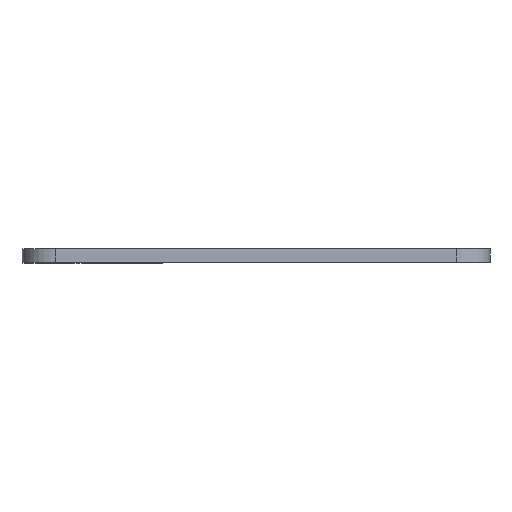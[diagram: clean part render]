
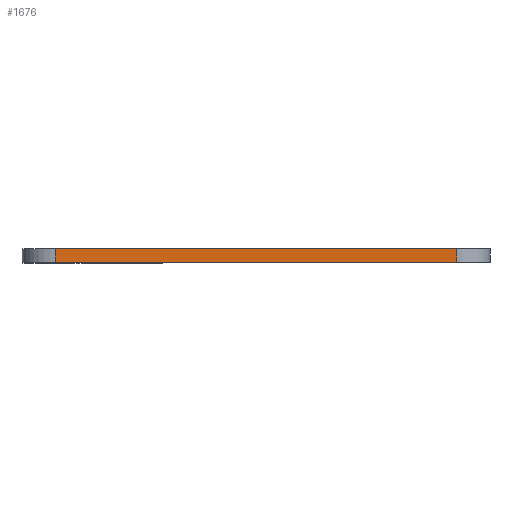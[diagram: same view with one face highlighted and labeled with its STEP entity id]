
A CAD part, top view. The second image highlights one B-rep face of the part: STEP entity #1676.
In plain terms, the highlighted planar face has unit normal (0, 0, 1).
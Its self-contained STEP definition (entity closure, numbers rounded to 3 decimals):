
#45 = LINE ( 'NONE', #1626, #1564 ) ;
#48 = VERTEX_POINT ( 'NONE', #217 ) ;
#69 = LINE ( 'NONE', #233, #1915 ) ;
#80 = DIRECTION ( 'NONE',  ( 0., -1., 0. ) ) ;
#185 = DIRECTION ( 'NONE',  ( 0., 0., -1. ) ) ;
#217 = CARTESIAN_POINT ( 'NONE',  ( 48., 0., 4. ) ) ;
#233 = CARTESIAN_POINT ( 'NONE',  ( 0., 0., 4. ) ) ;
#266 = ORIENTED_EDGE ( 'NONE', *, *, #506, .F. ) ;
#335 = LINE ( 'NONE', #805, #638 ) ;
#374 = CARTESIAN_POINT ( 'NONE',  ( 0., 1.6, 4. ) ) ;
#443 = VERTEX_POINT ( 'NONE', #508 ) ;
#498 = AXIS2_PLACEMENT_3D ( 'NONE', #1904, #185, #1773 ) ;
#506 = EDGE_CURVE ( 'NONE', #915, #1573, #335, .T. ) ;
#508 = CARTESIAN_POINT ( 'NONE',  ( 0., 0., 4. ) ) ;
#638 = VECTOR ( 'NONE', #941, 1000. ) ;
#686 = DIRECTION ( 'NONE',  ( 0., -1., 0. ) ) ;
#786 = CARTESIAN_POINT ( 'NONE',  ( 0., 1.6, 4. ) ) ;
#805 = CARTESIAN_POINT ( 'NONE',  ( 0., 1.6, 4. ) ) ;
#850 = DIRECTION ( 'NONE',  ( 1., 0., 0. ) ) ;
#915 = VERTEX_POINT ( 'NONE', #786 ) ;
#941 = DIRECTION ( 'NONE',  ( 1., 0., 0. ) ) ;
#958 = EDGE_LOOP ( 'NONE', ( #971, #1576, #266, #1275 ) ) ;
#971 = ORIENTED_EDGE ( 'NONE', *, *, #1186, .T. ) ;
#1172 = EDGE_CURVE ( 'NONE', #1573, #48, #45, .T. ) ;
#1186 = EDGE_CURVE ( 'NONE', #443, #48, #69, .T. ) ;
#1275 = ORIENTED_EDGE ( 'NONE', *, *, #1662, .T. ) ;
#1320 = PLANE ( 'NONE',  #498 ) ;
#1491 = VECTOR ( 'NONE', #686, 1000. ) ;
#1548 = CARTESIAN_POINT ( 'NONE',  ( 48., 1.6, 4. ) ) ;
#1564 = VECTOR ( 'NONE', #80, 1000. ) ;
#1573 = VERTEX_POINT ( 'NONE', #1548 ) ;
#1576 = ORIENTED_EDGE ( 'NONE', *, *, #1172, .F. ) ;
#1624 = FACE_OUTER_BOUND ( 'NONE', #958, .T. ) ;
#1626 = CARTESIAN_POINT ( 'NONE',  ( 48., 1.6, 4. ) ) ;
#1662 = EDGE_CURVE ( 'NONE', #915, #443, #1923, .T. ) ;
#1676 = ADVANCED_FACE ( 'NONE', ( #1624 ), #1320, .F. ) ;
#1773 = DIRECTION ( 'NONE',  ( -1., 0., 0. ) ) ;
#1904 = CARTESIAN_POINT ( 'NONE',  ( 0., 1.6, 4. ) ) ;
#1915 = VECTOR ( 'NONE', #850, 1000. ) ;
#1923 = LINE ( 'NONE', #374, #1491 ) ;
